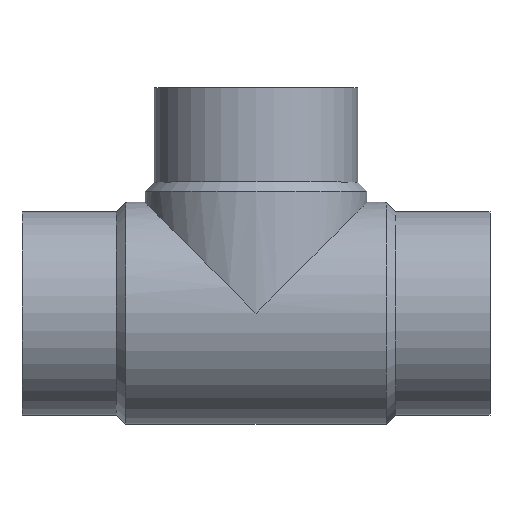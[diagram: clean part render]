
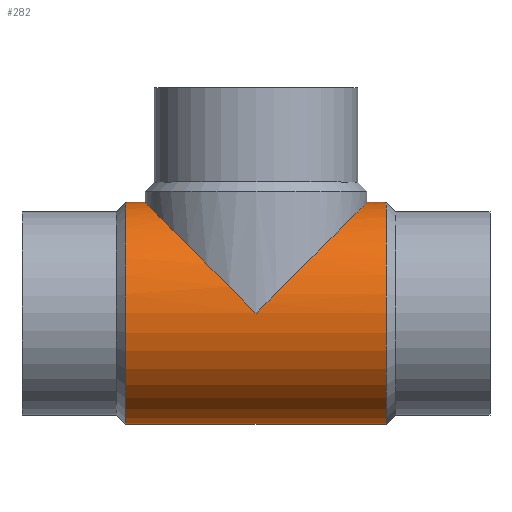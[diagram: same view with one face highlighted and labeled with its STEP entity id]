
A CAD part, top view. The second image highlights one B-rep face of the part: STEP entity #282.
In plain terms, the highlighted cylindrical face has radius 60 mm (diameter 120 mm), a partial arc.
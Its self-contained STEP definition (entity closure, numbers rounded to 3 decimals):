
#148 = VERTEX_POINT( '', #389 );
#160 = VERTEX_POINT( '', #403 );
#182 = EDGE_CURVE( '', #352, #160, #427, .T. );
#184 = EDGE_CURVE( '', #262, #148, #429, .T. );
#186 = VERTEX_POINT( '', #431 );
#194 = EDGE_CURVE( '', #234, #186, #440, .T. );
#206 = EDGE_CURVE( '', #318, #262, #452, .T. );
#234 = VERTEX_POINT( '', #485 );
#262 = VERTEX_POINT( '', #519 );
#276 = EDGE_CURVE( '', #234, #148, #535, .T. );
#282 = ADVANCED_FACE( '', ( #542 ), #543, .T. );
#296 = EDGE_CURVE( '', #160, #318, #558, .T. );
#318 = VERTEX_POINT( '', #582 );
#338 = EDGE_CURVE( '', #186, #352, #604, .T. );
#352 = VERTEX_POINT( '', #619 );
#389 = CARTESIAN_POINT( '', ( -197., 60., 0. ) );
#403 = CARTESIAN_POINT( '', ( -66.5, 60., 0. ) );
#427 = LINE( '', #703, #704 );
#429 = LINE( '', #707, #708 );
#431 = CARTESIAN_POINT( '', ( -56., -60., 0. ) );
#440 = LINE( '', #722, #723 );
#452 = ELLIPSE( '', #741, 84.853, 60. );
#485 = CARTESIAN_POINT( '', ( -197., -60., 0. ) );
#519 = CARTESIAN_POINT( '', ( -186.5, 60., 0. ) );
#535 = CIRCLE( '', #846, 60. );
#542 = FACE_OUTER_BOUND( '', #853, .T. );
#543 = CYLINDRICAL_SURFACE( '', #854, 60. );
#558 = ELLIPSE( '', #873, 84.853, 60. );
#582 = CARTESIAN_POINT( '', ( -126.5, 0., 60. ) );
#604 = CIRCLE( '', #937, 60. );
#619 = CARTESIAN_POINT( '', ( -56., 60., 0. ) );
#703 = CARTESIAN_POINT( '', ( -126.5, 60., 0. ) );
#704 = VECTOR( '', #1031, 1. );
#707 = CARTESIAN_POINT( '', ( -126.5, 60., 0. ) );
#708 = VECTOR( '', #1032, 1. );
#722 = CARTESIAN_POINT( '', ( -126.5, -60., 0. ) );
#723 = VECTOR( '', #1048, 1. );
#741 = AXIS2_PLACEMENT_3D( '', #1059, #1060, #1061 );
#846 = AXIS2_PLACEMENT_3D( '', #1177, #1178, #1179 );
#853 = EDGE_LOOP( '', ( #1189, #1190, #1191, #1192, #1193, #1194, #1195 ) );
#854 = AXIS2_PLACEMENT_3D( '', #1196, #1197, #1198 );
#873 = AXIS2_PLACEMENT_3D( '', #1212, #1213, #1214 );
#937 = AXIS2_PLACEMENT_3D( '', #1269, #1270, #1271 );
#1031 = DIRECTION( '', ( -1., 0., 0. ) );
#1032 = DIRECTION( '', ( -1., 0., 0. ) );
#1048 = DIRECTION( '', ( 1., 0., 0. ) );
#1059 = CARTESIAN_POINT( '', ( -126.5, 0., 0. ) );
#1060 = DIRECTION( '', ( -0.707, -0.707, 0. ) );
#1061 = DIRECTION( '', ( 0.707, -0.707, 0. ) );
#1177 = CARTESIAN_POINT( '', ( -197., 0., 0. ) );
#1178 = DIRECTION( '', ( -1., 0., 0. ) );
#1179 = DIRECTION( '', ( 0., 1., 0. ) );
#1189 = ORIENTED_EDGE( '', *, *, #182, .T. );
#1190 = ORIENTED_EDGE( '', *, *, #296, .T. );
#1191 = ORIENTED_EDGE( '', *, *, #206, .T. );
#1192 = ORIENTED_EDGE( '', *, *, #184, .T. );
#1193 = ORIENTED_EDGE( '', *, *, #276, .F. );
#1194 = ORIENTED_EDGE( '', *, *, #194, .T. );
#1195 = ORIENTED_EDGE( '', *, *, #338, .T. );
#1196 = CARTESIAN_POINT( '', ( -126.5, 0., 0. ) );
#1197 = DIRECTION( '', ( 1., 0., 0. ) );
#1198 = DIRECTION( '', ( 0., 1., 0. ) );
#1212 = CARTESIAN_POINT( '', ( -126.5, 0., 0. ) );
#1213 = DIRECTION( '', ( 0.707, -0.707, 0. ) );
#1214 = DIRECTION( '', ( 0.707, 0.707, 0. ) );
#1269 = CARTESIAN_POINT( '', ( -56., 0., 0. ) );
#1270 = DIRECTION( '', ( -1., 0., 0. ) );
#1271 = DIRECTION( '', ( 0., 1., 0. ) );
